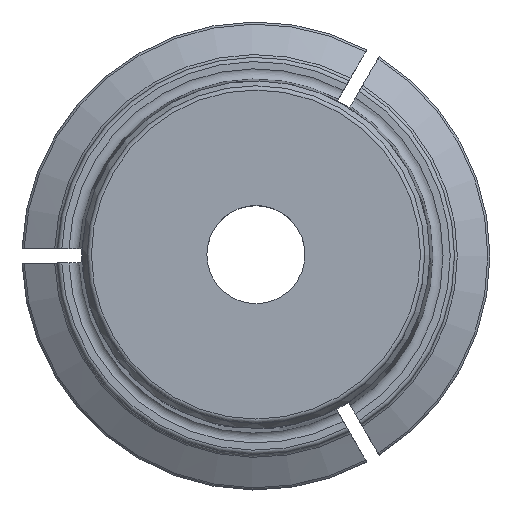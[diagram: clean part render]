
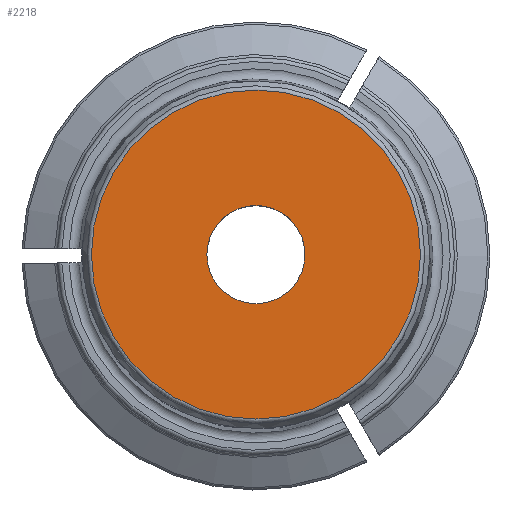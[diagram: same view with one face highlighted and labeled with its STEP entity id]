
A CAD part, top view. The second image highlights one B-rep face of the part: STEP entity #2218.
In plain terms, the highlighted planar face has unit normal (0, 0, 1).
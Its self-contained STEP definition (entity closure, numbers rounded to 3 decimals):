
#52=PLANE('',#2400);
#670=ORIENTED_EDGE('',*,*,#1040,.T.);
#671=ORIENTED_EDGE('',*,*,#953,.T.);
#953=EDGE_CURVE('',#1170,#1170,#1278,.T.);
#1040=EDGE_CURVE('',#1221,#1221,#1311,.T.);
#1170=VERTEX_POINT('',#3224);
#1221=VERTEX_POINT('',#3445);
#1278=CIRCLE('',#2340,11.6);
#1311=CIRCLE('',#2401,3.459);
#1388=EDGE_LOOP('',(#670));
#1389=EDGE_LOOP('',(#671));
#1492=FACE_BOUND('',#1388,.T.);
#1493=FACE_BOUND('',#1389,.T.);
#2218=ADVANCED_FACE('',(#1492,#1493),#52,.T.);
#2340=AXIS2_PLACEMENT_3D('',#3223,#2678,#2679);
#2400=AXIS2_PLACEMENT_3D('',#3443,#2833,#2834);
#2401=AXIS2_PLACEMENT_3D('',#3444,#2835,#2836);
#2678=DIRECTION('',(0.,0.,1.));
#2679=DIRECTION('',(1.,0.,0.));
#2833=DIRECTION('',(0.,0.,1.));
#2834=DIRECTION('',(1.,0.,0.));
#2835=DIRECTION('',(0.,0.,-1.));
#2836=DIRECTION('',(0.,-1.,0.));
#3223=CARTESIAN_POINT('',(0.,0.,60.5));
#3224=CARTESIAN_POINT('',(11.6,0.,60.5));
#3443=CARTESIAN_POINT('',(0.,0.,60.5));
#3444=CARTESIAN_POINT('',(0.,0.,60.5));
#3445=CARTESIAN_POINT('',(0.,-3.459,60.5));
